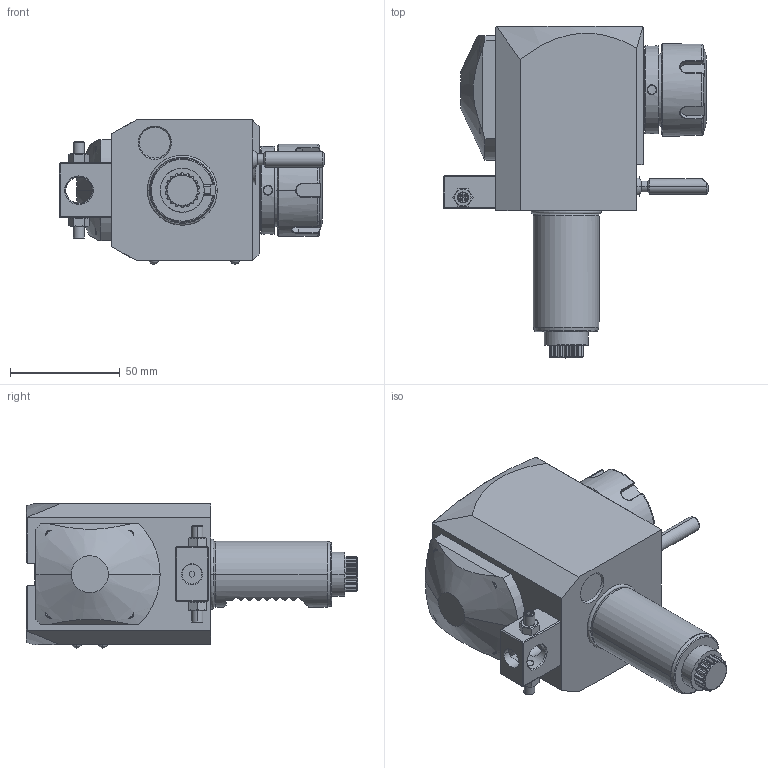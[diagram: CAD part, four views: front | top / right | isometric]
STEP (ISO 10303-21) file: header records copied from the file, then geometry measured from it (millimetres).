
FILE_DESCRIPTION((''),'2;1');
FILE_NAME('NGT1_30_231_25_1_1_55','2017-03-10T',('vali'),('NOVA GRUP'),'PRO/ENGINEER BY PARAMETRIC TECHNOLOGY CORPORATION, 2010280','PRO/ENGINEER BY PARAMETRIC TECHNOLOGY CORPORATION, 2010280','');
FILE_SCHEMA(('CONFIG_CONTROL_DESIGN'));
Length unit declared in the file: millimetre
Products named in the file (1): NGT1_30_231_25_1_1_55
Bounding box: 120.88 x 151 x 65.6 mm (x, y, z)
Volume: 455380.4 mm3; surface area: 47300.7 mm2
Topology: 1 solids, 1 shells, 510 faces, 1317 edges, 824 vertices
Faces by surface type: plane 188, cylinder 161, cone 85, bspline 58, torus 12, sphere 6
Entity records: 22099 total; most frequent: CARTESIAN_POINT 10471, ORIENTED_EDGE 2602, DIRECTION 2101, EDGE_CURVE 1301, VERTEX_POINT 824, AXIS2_PLACEMENT_3D 758, VECTOR 585, LINE 585
